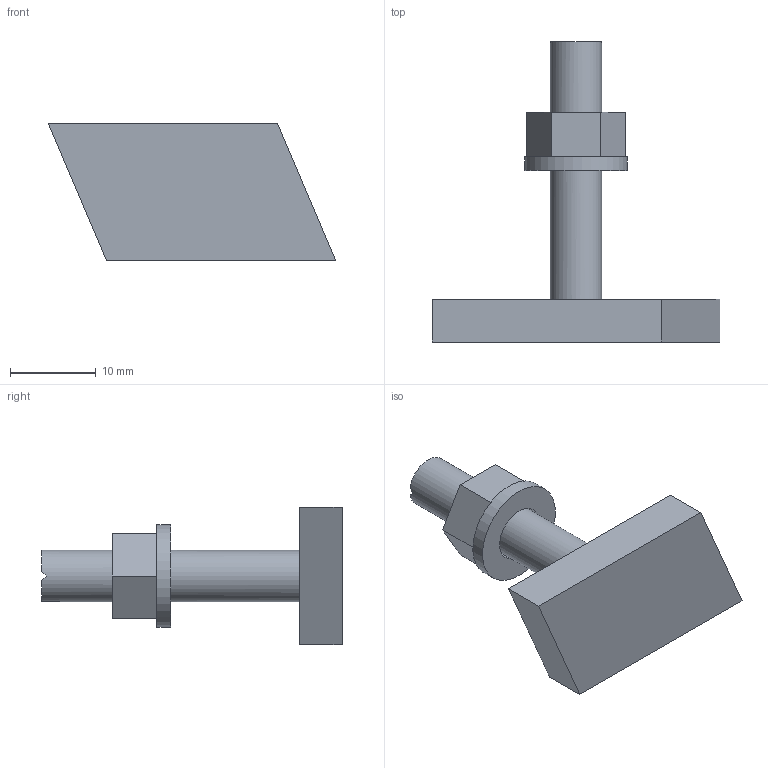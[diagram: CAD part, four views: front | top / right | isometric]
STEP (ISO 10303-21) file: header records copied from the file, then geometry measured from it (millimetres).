
FILE_DESCRIPTION (( 'STEP AP214' ), '1' );
FILE_NAME ('1148056.stp', '2021-08-04T11:11:51', ( '' ), ( '' ), 'SwSTEP 2.0', 'SolidWorks 2020', '' );
FILE_SCHEMA (( 'AUTOMOTIVE_DESIGN' ));
Length unit declared in the file: millimetre
Products named in the file (4): 1148056; 018942_Washer ISO 7089 - 6; 106280_M6x30; 018943_Hexagon Nut ISO - 4032 - M6 - D - N
Assembly tree (3 placements, depth 2):
  1148056
    106280_M6x30
    018942_Washer ISO 7089 - 6
    018943_Hexagon Nut ISO - 4032 - M6 - D - N
Bounding box: 33.5 x 35 x 16 mm (x, y, z)
Volume: 3461.1 mm3; surface area: 2513.1 mm2
Topology: 3 solids, 3 shells, 24 faces, 51 edges, 34 vertices
Faces by surface type: plane 20, cylinder 4
Full cylindrical faces by diameter (mm): 5 x1, 6 x1, 6.4 x1, 12 x1
Entity records: 777 total; most frequent: CARTESIAN_POINT 121, DIRECTION 111, ORIENTED_EDGE 92, EDGE_CURVE 46, AXIS2_PLACEMENT_3D 39, EDGE_LOOP 33, VECTOR 33, VERTEX_POINT 33
